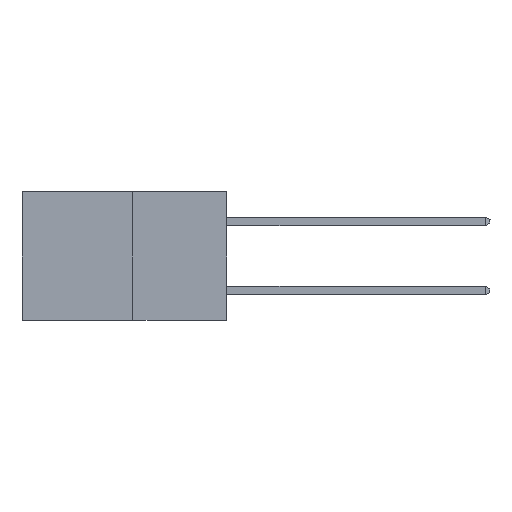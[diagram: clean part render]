
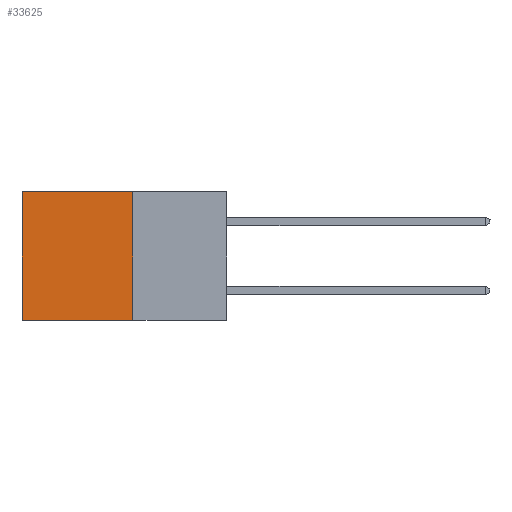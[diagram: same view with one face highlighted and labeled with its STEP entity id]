
A CAD part, left-side view. The second image highlights one B-rep face of the part: STEP entity #33625.
In plain terms, the highlighted planar face has unit normal (-1, 0, 0).
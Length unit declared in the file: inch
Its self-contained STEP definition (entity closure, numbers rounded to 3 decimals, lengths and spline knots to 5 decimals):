
#160 = CARTESIAN_POINT ( 'NONE',  ( 0.277, 0.27, -0.37 ) ) ;
#2853 = DIRECTION ( 'NONE',  ( 0., 0., -1. ) ) ;
#3796 = EDGE_CURVE ( 'NONE', #21733, #30341, #29942, .T. ) ;
#3939 = LINE ( 'NONE', #8721, #10232 ) ;
#5455 = CARTESIAN_POINT ( 'NONE',  ( 0.277, 0.59, 0. ) ) ;
#5787 = LINE ( 'NONE', #11554, #12042 ) ;
#5838 = VERTEX_POINT ( 'NONE', #18680 ) ;
#7362 = ORIENTED_EDGE ( 'NONE', *, *, #8327, .F. ) ;
#8327 = EDGE_CURVE ( 'NONE', #10080, #5838, #24737, .T. ) ;
#8485 = ORIENTED_EDGE ( 'NONE', *, *, #29833, .F. ) ;
#8721 = CARTESIAN_POINT ( 'NONE',  ( 0.277, 0.59, -0.37 ) ) ;
#9603 = VECTOR ( 'NONE', #27649, 39.37008 ) ;
#10080 = VERTEX_POINT ( 'NONE', #27495 ) ;
#10232 = VECTOR ( 'NONE', #11401, 39.37008 ) ;
#11401 = DIRECTION ( 'NONE',  ( 0., 0., -1. ) ) ;
#11554 = CARTESIAN_POINT ( 'NONE',  ( 0.277, 0.27, -0.37 ) ) ;
#12042 = VECTOR ( 'NONE', #22286, 39.37008 ) ;
#14647 = EDGE_LOOP ( 'NONE', ( #28722, #7362, #8485, #16324 ) ) ;
#16093 = DIRECTION ( 'NONE',  ( 0., 1., 0. ) ) ;
#16324 = ORIENTED_EDGE ( 'NONE', *, *, #3796, .T. ) ;
#18680 = CARTESIAN_POINT ( 'NONE',  ( 0.277, 0.59, -0.37 ) ) ;
#18867 = DIRECTION ( 'NONE',  ( 1., 0., 0. ) ) ;
#21189 = AXIS2_PLACEMENT_3D ( 'NONE', #160, #18867, #2853 ) ;
#21441 = PLANE ( 'NONE',  #21189 ) ;
#21733 = VERTEX_POINT ( 'NONE', #30379 ) ;
#22286 = DIRECTION ( 'NONE',  ( 0., 0., -1. ) ) ;
#24016 = CARTESIAN_POINT ( 'NONE',  ( 0.277, 0.27, -0.37 ) ) ;
#24121 = EDGE_CURVE ( 'NONE', #30341, #5838, #3939, .T. ) ;
#24737 = LINE ( 'NONE', #24016, #32178 ) ;
#27495 = CARTESIAN_POINT ( 'NONE',  ( 0.277, 0.27, -0.37 ) ) ;
#27649 = DIRECTION ( 'NONE',  ( 0., 1., 0. ) ) ;
#28722 = ORIENTED_EDGE ( 'NONE', *, *, #24121, .T. ) ;
#29319 = FACE_OUTER_BOUND ( 'NONE', #14647, .T. ) ;
#29612 = CARTESIAN_POINT ( 'NONE',  ( 0.277, 0.27, 0. ) ) ;
#29833 = EDGE_CURVE ( 'NONE', #21733, #10080, #5787, .T. ) ;
#29942 = LINE ( 'NONE', #29612, #9603 ) ;
#30341 = VERTEX_POINT ( 'NONE', #5455 ) ;
#30379 = CARTESIAN_POINT ( 'NONE',  ( 0.277, 0.27, 0. ) ) ;
#32178 = VECTOR ( 'NONE', #16093, 39.37008 ) ;
#33625 = ADVANCED_FACE ( 'NONE', ( #29319 ), #21441, .F. ) ;
